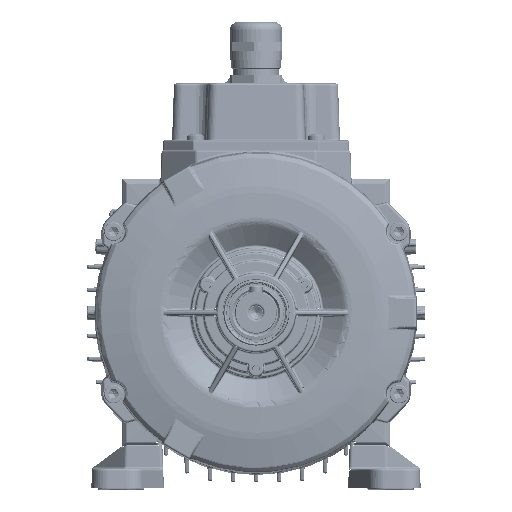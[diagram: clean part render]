
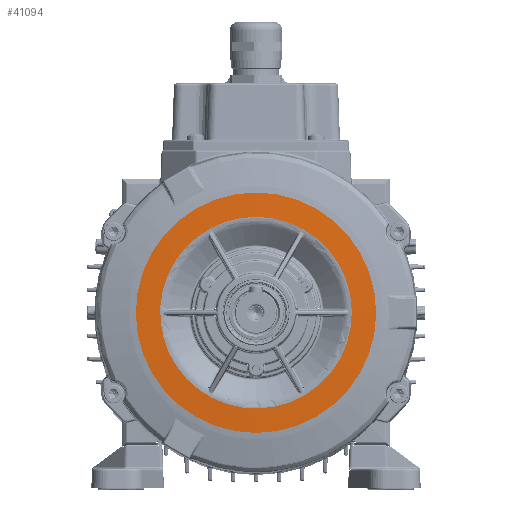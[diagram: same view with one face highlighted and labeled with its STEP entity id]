
A CAD part, top view. The second image highlights one B-rep face of the part: STEP entity #41094.
In plain terms, the highlighted conical face has half-angle 87.555 degrees and reference radius 42.131 mm.
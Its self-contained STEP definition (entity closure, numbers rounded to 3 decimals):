
#13867=CONICAL_SURFACE('',#141463,42.131,87.555);
#14254=FACE_BOUND('',#55410,.T.);
#14255=FACE_BOUND('',#55411,.T.);
#41094=ADVANCED_FACE('',(#14254,#14255),#13867,.T.);
#55410=EDGE_LOOP('',(#69907));
#55411=EDGE_LOOP('',(#69908));
#62313=CIRCLE('',#141369,43.655);
#62366=CIRCLE('',#141462,54.754);
#69907=ORIENTED_EDGE('',*,*,#109667,.T.);
#69908=ORIENTED_EDGE('',*,*,#109791,.T.);
#98660=VERTEX_POINT('',#188835);
#98717=VERTEX_POINT('',#189374);
#109667=EDGE_CURVE('',#98660,#98660,#62313,.T.);
#109791=EDGE_CURVE('',#98717,#98717,#62366,.T.);
#141369=AXIS2_PLACEMENT_3D('',#188834,#154566,#154567);
#141462=AXIS2_PLACEMENT_3D('',#189373,#154771,#154772);
#141463=AXIS2_PLACEMENT_3D('',#189375,#154773,#154774);
#154566=DIRECTION('',(0.,0.,-1.));
#154567=DIRECTION('',(0.,1.,0.));
#154771=DIRECTION('',(0.,0.,1.));
#154772=DIRECTION('',(0.,1.,0.));
#154773=DIRECTION('',(0.,0.,-1.));
#154774=DIRECTION('',(0.,-1.,0.));
#188834=CARTESIAN_POINT('',(0.,0.,
-11.066));
#188835=CARTESIAN_POINT('',(0.,43.655,-11.066));
#189373=CARTESIAN_POINT('',(0.,0.,
-11.54));
#189374=CARTESIAN_POINT('',(0.,54.754,-11.54));
#189375=CARTESIAN_POINT('',(0.,0.,
-11.001));
